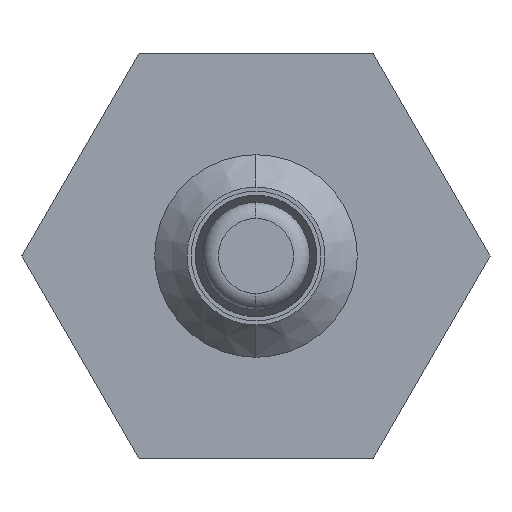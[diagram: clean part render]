
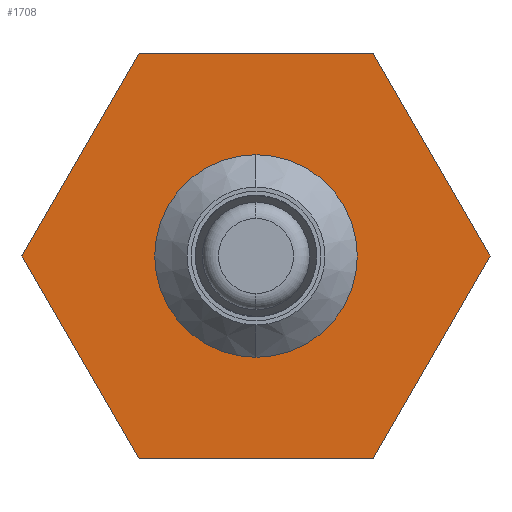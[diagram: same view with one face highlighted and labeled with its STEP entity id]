
A CAD part, front view. The second image highlights one B-rep face of the part: STEP entity #1708.
In plain terms, the highlighted face is planar.
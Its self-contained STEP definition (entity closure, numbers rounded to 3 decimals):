
#10 = FACE_OUTER_BOUND ( 'NONE', #860, .T. ) ;
#32 = VECTOR ( 'NONE', #1324, 1000. ) ;
#63 = VECTOR ( 'NONE', #735, 1000. ) ;
#76 = DIRECTION ( 'NONE',  ( -0.5, 0., -0.866 ) ) ;
#135 = EDGE_CURVE ( 'NONE', #404, #1770, #1250, .T. ) ;
#148 = VECTOR ( 'NONE', #477, 1000. ) ;
#171 = LINE ( 'NONE', #1502, #148 ) ;
#212 = CARTESIAN_POINT ( 'NONE',  ( 2.887, 13.3, -5. ) ) ;
#304 = EDGE_CURVE ( 'NONE', #1504, #404, #2170, .T. ) ;
#334 = CARTESIAN_POINT ( 'NONE',  ( -2.887, 13.3, 5. ) ) ;
#386 = PLANE ( 'NONE',  #1378 ) ;
#392 = CARTESIAN_POINT ( 'NONE',  ( -2.887, 13.3, -5. ) ) ;
#404 = VERTEX_POINT ( 'NONE', #1974 ) ;
#477 = DIRECTION ( 'NONE',  ( -1., 0., 0. ) ) ;
#479 = LINE ( 'NONE', #1758, #1796 ) ;
#526 = DIRECTION ( 'NONE',  ( 0., 0., -1. ) ) ;
#631 = ORIENTED_EDGE ( 'NONE', *, *, #304, .T. ) ;
#651 = CARTESIAN_POINT ( 'NONE',  ( 2.887, 13.3, 5. ) ) ;
#658 = ORIENTED_EDGE ( 'NONE', *, *, #1657, .T. ) ;
#667 = LINE ( 'NONE', #1093, #1585 ) ;
#721 = CARTESIAN_POINT ( 'NONE',  ( 8.66, 13.3, 5. ) ) ;
#735 = DIRECTION ( 'NONE',  ( 0.5, 0., -0.866 ) ) ;
#753 = DIRECTION ( 'NONE',  ( -0.5, 0., 0.866 ) ) ;
#828 = ORIENTED_EDGE ( 'NONE', *, *, #994, .T. ) ;
#851 = VECTOR ( 'NONE', #76, 1000. ) ;
#860 = EDGE_LOOP ( 'NONE', ( #1288, #631, #1593, #1023, #828, #658 ) ) ;
#948 = VERTEX_POINT ( 'NONE', #392 ) ;
#981 = CARTESIAN_POINT ( 'NONE',  ( -5.774, 13.3, 0. ) ) ;
#994 = EDGE_CURVE ( 'NONE', #948, #1968, #667, .T. ) ;
#1023 = ORIENTED_EDGE ( 'NONE', *, *, #1457, .T. ) ;
#1064 = DIRECTION ( 'NONE',  ( 0., -1., 0. ) ) ;
#1093 = CARTESIAN_POINT ( 'NONE',  ( -2.887, 13.3, -5. ) ) ;
#1250 = LINE ( 'NONE', #1781, #851 ) ;
#1288 = ORIENTED_EDGE ( 'NONE', *, *, #2139, .T. ) ;
#1324 = DIRECTION ( 'NONE',  ( 1., 0., 0. ) ) ;
#1378 = AXIS2_PLACEMENT_3D ( 'NONE', #721, #1064, #526 ) ;
#1413 = DIRECTION ( 'NONE',  ( 0.5, 0., 0.866 ) ) ;
#1457 = EDGE_CURVE ( 'NONE', #1770, #948, #171, .T. ) ;
#1502 = CARTESIAN_POINT ( 'NONE',  ( -2.887, 13.3, -5. ) ) ;
#1504 = VERTEX_POINT ( 'NONE', #651 ) ;
#1585 = VECTOR ( 'NONE', #753, 1000. ) ;
#1593 = ORIENTED_EDGE ( 'NONE', *, *, #135, .T. ) ;
#1598 = VERTEX_POINT ( 'NONE', #334 ) ;
#1657 = EDGE_CURVE ( 'NONE', #1968, #1598, #479, .T. ) ;
#1708 = ADVANCED_FACE ( 'NONE', ( #10 ), #386, .F. ) ;
#1755 = CARTESIAN_POINT ( 'NONE',  ( 2.887, 13.3, 5. ) ) ;
#1758 = CARTESIAN_POINT ( 'NONE',  ( -2.887, 13.3, 5. ) ) ;
#1770 = VERTEX_POINT ( 'NONE', #212 ) ;
#1781 = CARTESIAN_POINT ( 'NONE',  ( 2.887, 13.3, -5. ) ) ;
#1796 = VECTOR ( 'NONE', #1413, 1000. ) ;
#1968 = VERTEX_POINT ( 'NONE', #981 ) ;
#1974 = CARTESIAN_POINT ( 'NONE',  ( 5.774, 13.3, 0. ) ) ;
#2012 = LINE ( 'NONE', #2209, #32 ) ;
#2139 = EDGE_CURVE ( 'NONE', #1598, #1504, #2012, .T. ) ;
#2170 = LINE ( 'NONE', #1755, #63 ) ;
#2209 = CARTESIAN_POINT ( 'NONE',  ( -2.887, 13.3, 5. ) ) ;
